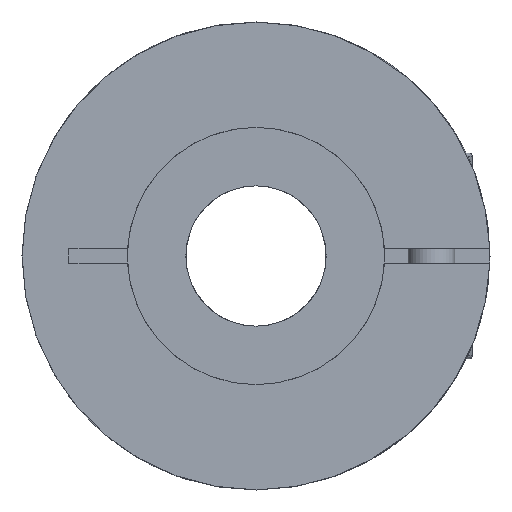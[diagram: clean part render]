
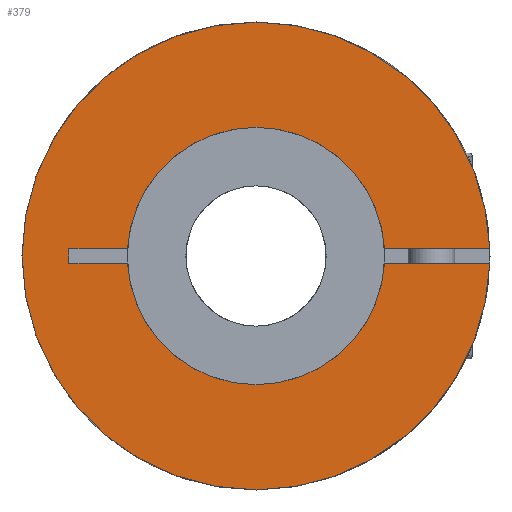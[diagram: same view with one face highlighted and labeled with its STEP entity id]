
A CAD part, left-side view. The second image highlights one B-rep face of the part: STEP entity #379.
In plain terms, the highlighted planar face has unit normal (-1, 0, 0).
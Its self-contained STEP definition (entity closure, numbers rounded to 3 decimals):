
#379=ADVANCED_FACE('NONE',(#835),#836,.T.);
#835=FACE_OUTER_BOUND('',#1375,.T.);
#836=PLANE('',#1376);
#1375=EDGE_LOOP('',(#2414,#2415,#2416,#2417,#2418,#2419,#2420,#2421,#2422,#2423,#2424,#2425));
#1376=AXIS2_PLACEMENT_3D('',#2426,#2427,#2428);
#2414=ORIENTED_EDGE('',*,*,#3097,.T.);
#2415=ORIENTED_EDGE('',*,*,#3115,.T.);
#2416=ORIENTED_EDGE('',*,*,#3130,.F.);
#2417=ORIENTED_EDGE('',*,*,#3359,.T.);
#2418=ORIENTED_EDGE('',*,*,#3404,.T.);
#2419=ORIENTED_EDGE('',*,*,#3353,.T.);
#2420=ORIENTED_EDGE('',*,*,#3139,.F.);
#2421=ORIENTED_EDGE('',*,*,#3108,.T.);
#2422=ORIENTED_EDGE('',*,*,#3106,.T.);
#2423=ORIENTED_EDGE('',*,*,#3416,.F.);
#2424=ORIENTED_EDGE('',*,*,#3417,.F.);
#2425=ORIENTED_EDGE('',*,*,#3408,.F.);
#2426=CARTESIAN_POINT('',(0.0,-20.0,0.0));
#2427=DIRECTION('',(-1.0,0.0,0.0));
#2428=DIRECTION('',(0.0,0.0,-1.0));
#3097=EDGE_CURVE('',#3678,#3675,#3679,.T.);
#3106=EDGE_CURVE('',#3685,#3693,#3695,.T.);
#3108=EDGE_CURVE('',#3697,#3685,#3698,.T.);
#3115=EDGE_CURVE('',#3675,#3706,#3708,.T.);
#3130=EDGE_CURVE('NONE',#3729,#3706,#3731,.T.);
#3139=EDGE_CURVE('NONE',#3697,#3745,#3746,.T.);
#3353=EDGE_CURVE('NONE',#4078,#3745,#4079,.T.);
#3359=EDGE_CURVE('NONE',#3729,#4086,#4088,.T.);
#3404=EDGE_CURVE('NONE',#4086,#4078,#4147,.T.);
#3408=EDGE_CURVE('NONE',#3678,#4152,#4153,.T.);
#3416=EDGE_CURVE('NONE',#4161,#3693,#4162,.T.);
#3417=EDGE_CURVE('NONE',#4152,#4161,#4163,.T.);
#3675=VERTEX_POINT('',#4451);
#3678=VERTEX_POINT('',#4455);
#3679=CIRCLE('',#4456,11.0);
#3685=VERTEX_POINT('',#4463);
#3693=VERTEX_POINT('',#4473);
#3695=CIRCLE('',#4476,11.0);
#3697=VERTEX_POINT('',#4478);
#3698=CIRCLE('',#4479,11.0);
#3706=VERTEX_POINT('',#4488);
#3708=CIRCLE('',#4491,11.0);
#3729=VERTEX_POINT('NONE',#4515);
#3731=LINE('',#4518,#4519);
#3745=VERTEX_POINT('NONE',#4535);
#3746=LINE('',#4536,#4537);
#4078=VERTEX_POINT('NONE',#4977);
#4079=CIRCLE('',#4978,20.0);
#4086=VERTEX_POINT('NONE',#5042);
#4088=CIRCLE('',#5045,20.0);
#4147=CIRCLE('',#5238,20.0);
#4152=VERTEX_POINT('NONE',#5244);
#4153=LINE('',#5245,#5246);
#4161=VERTEX_POINT('NONE',#5255);
#4162=LINE('',#5256,#5257);
#4163=LINE('',#5258,#5259);
#4451=CARTESIAN_POINT('',(0.0,0.,11.0));
#4455=CARTESIAN_POINT('',(0.0,10.984,0.6));
#4456=AXIS2_PLACEMENT_3D('',#5629,#5630,#5631);
#4463=CARTESIAN_POINT('',(0.0,0.,-11.0));
#4473=CARTESIAN_POINT('',(0.0,10.984,-0.6));
#4476=AXIS2_PLACEMENT_3D('',#5645,#5646,#5647);
#4478=CARTESIAN_POINT('',(0.0,-10.984,-0.6));
#4479=AXIS2_PLACEMENT_3D('',#5648,#5649,#5650);
#4488=CARTESIAN_POINT('',(0.0,-10.984,0.6));
#4491=AXIS2_PLACEMENT_3D('',#5662,#5663,#5664);
#4515=CARTESIAN_POINT('',(0.0,-19.991,0.6));
#4518=CARTESIAN_POINT('',(0.0,-25.0,0.6));
#4519=VECTOR('',#5690,1000.0);
#4535=CARTESIAN_POINT('',(0.0,-19.991,-0.6));
#4536=CARTESIAN_POINT('',(0.0,-25.0,-0.6));
#4537=VECTOR('',#5705,1000.0);
#4977=CARTESIAN_POINT('',(0.0,0.0,-20.0));
#4978=AXIS2_PLACEMENT_3D('',#6129,#6130,#6131);
#5042=CARTESIAN_POINT('',(0.0,0.,20.0));
#5045=AXIS2_PLACEMENT_3D('',#6134,#6135,#6136);
#5238=AXIS2_PLACEMENT_3D('',#6197,#6198,#6199);
#5244=CARTESIAN_POINT('',(0.0,16.0,0.6));
#5245=CARTESIAN_POINT('',(0.0,-25.0,0.6));
#5246=VECTOR('',#6204,1000.0);
#5255=CARTESIAN_POINT('',(0.0,16.0,-0.6));
#5256=CARTESIAN_POINT('',(0.0,-25.0,-0.6));
#5257=VECTOR('',#6212,1000.0);
#5258=CARTESIAN_POINT('',(0.0,16.0,0.6));
#5259=VECTOR('',#6213,1000.0);
#5629=CARTESIAN_POINT('',(0.0,0.0,0.0));
#5630=DIRECTION('',(1.0,-0.0,0.0));
#5631=DIRECTION('',(0.0,0.0,-1.0));
#5645=CARTESIAN_POINT('',(0.0,0.0,0.0));
#5646=DIRECTION('',(1.0,-0.0,0.0));
#5647=DIRECTION('',(0.0,0.0,-1.0));
#5648=CARTESIAN_POINT('',(0.0,0.0,0.0));
#5649=DIRECTION('',(1.0,-0.0,0.0));
#5650=DIRECTION('',(0.0,0.0,-1.0));
#5662=CARTESIAN_POINT('',(0.0,0.0,0.0));
#5663=DIRECTION('',(1.0,-0.0,0.0));
#5664=DIRECTION('',(0.0,0.0,-1.0));
#5690=DIRECTION('',(0.0,1.0,0.));
#5705=DIRECTION('',(0.0,-1.0,0.));
#6129=CARTESIAN_POINT('',(0.0,0.0,0.0));
#6130=DIRECTION('',(-1.0,-0.0,-0.0));
#6131=DIRECTION('',(0.0,0.0,-1.0));
#6134=CARTESIAN_POINT('',(0.0,0.0,0.0));
#6135=DIRECTION('',(-1.0,-0.0,-0.0));
#6136=DIRECTION('',(0.0,0.0,-1.0));
#6197=CARTESIAN_POINT('',(0.0,0.0,0.0));
#6198=DIRECTION('',(-1.0,-0.0,-0.0));
#6199=DIRECTION('',(0.0,0.0,-1.0));
#6204=DIRECTION('',(0.0,1.0,0.));
#6212=DIRECTION('',(0.0,-1.0,0.));
#6213=DIRECTION('',(0.0,-0.0,-1.0));
